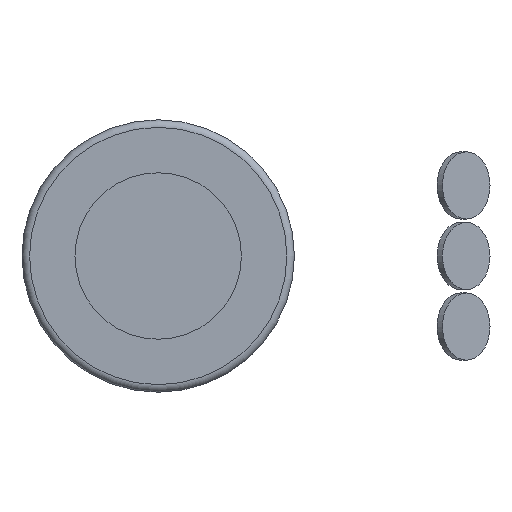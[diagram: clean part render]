
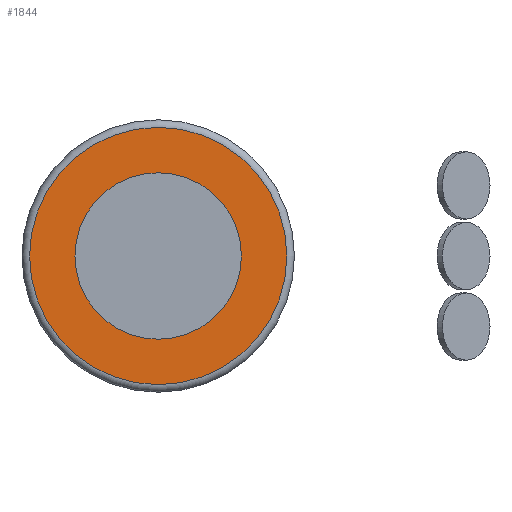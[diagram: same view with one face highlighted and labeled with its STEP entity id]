
A CAD part, left-side view. The second image highlights one B-rep face of the part: STEP entity #1844.
In plain terms, the highlighted planar face has unit normal (-1, 0, 0).
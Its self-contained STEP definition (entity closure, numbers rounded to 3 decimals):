
#1715 = TOROIDAL_SURFACE('',#1716,2.55,0.15);
#1716 = AXIS2_PLACEMENT_3D('',#1717,#1718,#1719);
#1717 = CARTESIAN_POINT('',(5.65,0.,0.
    ));
#1718 = DIRECTION('',(1.,0.,0.));
#1719 = DIRECTION('',(0.,0.,-1.));
#1786 = EDGE_CURVE('',#1787,#1787,#1789,.T.);
#1787 = VERTEX_POINT('',#1788);
#1788 = CARTESIAN_POINT('',(5.5,0.,-2.55));
#1789 = SURFACE_CURVE('',#1790,(#1795,#1801),.PCURVE_S1.);
#1790 = CIRCLE('',#1791,2.55);
#1791 = AXIS2_PLACEMENT_3D('',#1792,#1793,#1794);
#1792 = CARTESIAN_POINT('',(5.5,0.,0.));
#1793 = DIRECTION('',(-1.,0.,0.));
#1794 = DIRECTION('',(0.,0.,-1.));
#1795 = PCURVE('',#1715,#1796);
#1796 = DEFINITIONAL_REPRESENTATION('',(#1797),#1800);
#1797 = B_SPLINE_CURVE_WITH_KNOTS('',1,(#1798,#1799),.UNSPECIFIED.,.F.,
  .F.,(2,2),(0.,6.283),.PIECEWISE_BEZIER_KNOTS.);
#1798 = CARTESIAN_POINT('',(6.283,4.712));
#1799 = CARTESIAN_POINT('',(0.,4.712));
#1800 = ( GEOMETRIC_REPRESENTATION_CONTEXT(2) 
PARAMETRIC_REPRESENTATION_CONTEXT() REPRESENTATION_CONTEXT('2D SPACE',''
  ) );
#1801 = PCURVE('',#1802,#1807);
#1802 = PLANE('',#1803);
#1803 = AXIS2_PLACEMENT_3D('',#1804,#1805,#1806);
#1804 = CARTESIAN_POINT('',(5.5,0.,0.));
#1805 = DIRECTION('',(1.,0.,0.));
#1806 = DIRECTION('',(0.,0.,-1.));
#1807 = DEFINITIONAL_REPRESENTATION('',(#1808),#1816);
#1808 = ( BOUNDED_CURVE() B_SPLINE_CURVE(2,(#1809,#1810,#1811,#1812,
#1813,#1814,#1815),.UNSPECIFIED.,.F.,.F.) B_SPLINE_CURVE_WITH_KNOTS((1,2
    ,2,2,2,1),(-2.094,0.,2.094,4.189,
6.283,8.378),.UNSPECIFIED.) CURVE() 
GEOMETRIC_REPRESENTATION_ITEM() RATIONAL_B_SPLINE_CURVE((1.,0.5,1.,0.5,
1.,0.5,1.)) REPRESENTATION_ITEM('') );
#1809 = CARTESIAN_POINT('',(2.55,0.));
#1810 = CARTESIAN_POINT('',(2.55,-4.417));
#1811 = CARTESIAN_POINT('',(-1.275,-2.208));
#1812 = CARTESIAN_POINT('',(-5.1,0.));
#1813 = CARTESIAN_POINT('',(-1.275,2.208));
#1814 = CARTESIAN_POINT('',(2.55,4.417));
#1815 = CARTESIAN_POINT('',(2.55,0.));
#1816 = ( GEOMETRIC_REPRESENTATION_CONTEXT(2) 
PARAMETRIC_REPRESENTATION_CONTEXT() REPRESENTATION_CONTEXT('2D SPACE',''
  ) );
#1844 = ADVANCED_FACE('',(#1845,#1875),#1802,.F.);
#1845 = FACE_BOUND('',#1846,.T.);
#1846 = EDGE_LOOP('',(#1847));
#1847 = ORIENTED_EDGE('',*,*,#1848,.T.);
#1848 = EDGE_CURVE('',#1849,#1849,#1851,.T.);
#1849 = VERTEX_POINT('',#1850);
#1850 = CARTESIAN_POINT('',(5.5,0.,-1.65));
#1851 = SURFACE_CURVE('',#1852,(#1857,#1864),.PCURVE_S1.);
#1852 = CIRCLE('',#1853,1.65);
#1853 = AXIS2_PLACEMENT_3D('',#1854,#1855,#1856);
#1854 = CARTESIAN_POINT('',(5.5,0.,0.));
#1855 = DIRECTION('',(1.,0.,0.));
#1856 = DIRECTION('',(0.,0.,-1.));
#1857 = PCURVE('',#1802,#1858);
#1858 = DEFINITIONAL_REPRESENTATION('',(#1859),#1863);
#1859 = CIRCLE('',#1860,1.65);
#1860 = AXIS2_PLACEMENT_2D('',#1861,#1862);
#1861 = CARTESIAN_POINT('',(0.,0.));
#1862 = DIRECTION('',(1.,0.));
#1863 = ( GEOMETRIC_REPRESENTATION_CONTEXT(2) 
PARAMETRIC_REPRESENTATION_CONTEXT() REPRESENTATION_CONTEXT('2D SPACE',''
  ) );
#1864 = PCURVE('',#1865,#1870);
#1865 = CYLINDRICAL_SURFACE('',#1866,1.65);
#1866 = AXIS2_PLACEMENT_3D('',#1867,#1868,#1869);
#1867 = CARTESIAN_POINT('',(0.3,0.,0.)
  );
#1868 = DIRECTION('',(1.,0.,0.));
#1869 = DIRECTION('',(0.,0.,-1.));
#1870 = DEFINITIONAL_REPRESENTATION('',(#1871),#1874);
#1871 = B_SPLINE_CURVE_WITH_KNOTS('',1,(#1872,#1873),.UNSPECIFIED.,.F.,
  .F.,(2,2),(0.,6.283),.PIECEWISE_BEZIER_KNOTS.);
#1872 = CARTESIAN_POINT('',(0.,5.2));
#1873 = CARTESIAN_POINT('',(6.283,5.2));
#1874 = ( GEOMETRIC_REPRESENTATION_CONTEXT(2) 
PARAMETRIC_REPRESENTATION_CONTEXT() REPRESENTATION_CONTEXT('2D SPACE',''
  ) );
#1875 = FACE_BOUND('',#1876,.T.);
#1876 = EDGE_LOOP('',(#1877));
#1877 = ORIENTED_EDGE('',*,*,#1786,.T.);
